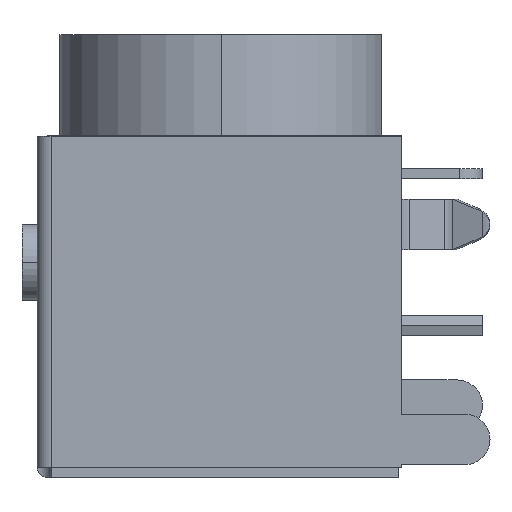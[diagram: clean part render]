
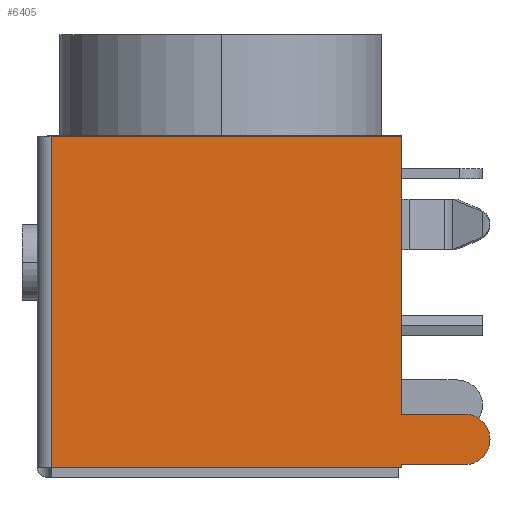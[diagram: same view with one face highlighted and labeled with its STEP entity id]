
A CAD part, left-side view. The second image highlights one B-rep face of the part: STEP entity #6405.
In plain terms, the highlighted planar face has unit normal (-1, 0, 0).
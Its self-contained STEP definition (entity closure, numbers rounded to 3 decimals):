
#5 = VERTEX_POINT ( 'NONE', #6021 ) ;
#41 = VERTEX_POINT ( 'NONE', #6096 ) ;
#54 = VERTEX_POINT ( 'NONE', #6056 ) ;
#121 = LINE ( 'NONE', #5518, #126 ) ;
#126 = VECTOR ( 'NONE', #5554, 1000. ) ;
#145 = LINE ( 'NONE', #5573, #149 ) ;
#149 = VECTOR ( 'NONE', #5575, 1000. ) ;
#251 = CIRCLE ( 'NONE', #632, 1. ) ;
#330 = LINE ( 'NONE', #1197, #335 ) ;
#335 = VECTOR ( 'NONE', #1202, 1000. ) ;
#632 = AXIS2_PLACEMENT_3D ( 'NONE', #1094, #1095, #1096 ) ;
#710 = AXIS2_PLACEMENT_3D ( 'NONE', #1730, #1731, #1732 ) ;
#1094 = CARTESIAN_POINT ( 'NONE',  ( -0.5, -2.5, -12. ) ) ;
#1095 = DIRECTION ( 'NONE',  ( -1., 0., 0. ) ) ;
#1096 = DIRECTION ( 'NONE',  ( 0., 1., 0. ) ) ;
#1197 = CARTESIAN_POINT ( 'NONE',  ( -0.5, 13.85, -13.1 ) ) ;
#1202 = DIRECTION ( 'NONE',  ( 0., -1., 0. ) ) ;
#1701 = CARTESIAN_POINT ( 'NONE',  ( -0.5, 13.85, -0.01 ) ) ;
#1702 = DIRECTION ( 'NONE',  ( 0., -1., 0. ) ) ;
#1719 = CARTESIAN_POINT ( 'NONE',  ( -0.5, 0.001, -11. ) ) ;
#1720 = DIRECTION ( 'NONE',  ( 0., 1., 0. ) ) ;
#1724 = CARTESIAN_POINT ( 'NONE',  ( -0.5, 13.85, -34.725 ) ) ;
#1725 = DIRECTION ( 'NONE',  ( 0., 0., 1. ) ) ;
#1726 = CARTESIAN_POINT ( 'NONE',  ( -0.5, 0.001, -13. ) ) ;
#1727 = DIRECTION ( 'NONE',  ( 0., -1., 0. ) ) ;
#1729 = CARTESIAN_POINT ( 'NONE',  ( -0.5, 0.001, -34.725 ) ) ;
#1730 = CARTESIAN_POINT ( 'NONE',  ( -0.5, -2.5, -12. ) ) ;
#1731 = DIRECTION ( 'NONE',  ( -1., 0., 0. ) ) ;
#1732 = DIRECTION ( 'NONE',  ( 0., 1., 0. ) ) ;
#1733 = CARTESIAN_POINT ( 'NONE',  ( -0.5, 0.001, -2.5 ) ) ;
#1734 = DIRECTION ( 'NONE',  ( 0., 0., -1. ) ) ;
#1735 = DIRECTION ( 'NONE',  ( 0., 0., 1. ) ) ;
#1836 = CARTESIAN_POINT ( 'NONE',  ( -0.5, 0.001, -13. ) ) ;
#1852 = CARTESIAN_POINT ( 'NONE',  ( -0.5, 0.001, -13.1 ) ) ;
#1853 = CARTESIAN_POINT ( 'NONE',  ( -0.5, -2.5, -13. ) ) ;
#1856 = CARTESIAN_POINT ( 'NONE',  ( -0.5, 0.001, -4.5 ) ) ;
#1876 = CARTESIAN_POINT ( 'NONE',  ( -0.5, 13.85, -13.1 ) ) ;
#1912 = CARTESIAN_POINT ( 'NONE',  ( -0.5, 0.001, -11. ) ) ;
#1920 = CARTESIAN_POINT ( 'NONE',  ( -0.5, -3.5, -12. ) ) ;
#2074 = LINE ( 'NONE', #1729, #2108 ) ;
#2084 = LINE ( 'NONE', #1701, #2086 ) ;
#2086 = VECTOR ( 'NONE', #1702, 1000. ) ;
#2096 = LINE ( 'NONE', #1724, #2099 ) ;
#2098 = LINE ( 'NONE', #1726, #2101 ) ;
#2099 = VECTOR ( 'NONE', #1725, 1000. ) ;
#2100 = CIRCLE ( 'NONE', #710, 1. ) ;
#2101 = VECTOR ( 'NONE', #1727, 1000. ) ;
#2102 = LINE ( 'NONE', #1719, #2104 ) ;
#2103 = LINE ( 'NONE', #1733, #2106 ) ;
#2104 = VECTOR ( 'NONE', #1720, 1000. ) ;
#2106 = VECTOR ( 'NONE', #1734, 1000. ) ;
#2108 = VECTOR ( 'NONE', #1735, 1000. ) ;
#2936 = EDGE_CURVE ( 'NONE', #5749, #5637, #121, .T. ) ;
#2952 = EDGE_CURVE ( 'NONE', #5629, #5605, #145, .T. ) ;
#3027 = EDGE_CURVE ( 'NONE', #5631, #5767, #251, .T. ) ;
#3074 = EDGE_CURVE ( 'NONE', #5677, #5629, #330, .T. ) ;
#4020 = AXIS2_PLACEMENT_3D ( 'NONE', #4185, #4189, #4190 ) ;
#4142 = FACE_OUTER_BOUND ( 'NONE', #4371, .T. ) ;
#4185 = CARTESIAN_POINT ( 'NONE',  ( -0.5, 13.85, -34.725 ) ) ;
#4187 = PLANE ( 'NONE',  #4020 ) ;
#4189 = DIRECTION ( 'NONE',  ( -1., 0., 0. ) ) ;
#4190 = DIRECTION ( 'NONE',  ( 0., -1., 0. ) ) ;
#4244 = CARTESIAN_POINT ( 'NONE',  ( -0.5, -2.5, -11. ) ) ;
#4371 = EDGE_LOOP ( 'NONE', ( #4923, #4924, #4925, #4926, #4927, #4928, #4929, #4930, #4931, #4932, #4933 ) ) ;
#4923 = ORIENTED_EDGE ( 'NONE', *, *, #5312, .F. ) ;
#4924 = ORIENTED_EDGE ( 'NONE', *, *, #3074, .T. ) ;
#4925 = ORIENTED_EDGE ( 'NONE', *, *, #2952, .T. ) ;
#4926 = ORIENTED_EDGE ( 'NONE', *, *, #5313, .T. ) ;
#4927 = ORIENTED_EDGE ( 'NONE', *, *, #3027, .T. ) ;
#4928 = ORIENTED_EDGE ( 'NONE', *, *, #5314, .T. ) ;
#4929 = ORIENTED_EDGE ( 'NONE', *, *, #5315, .T. ) ;
#4930 = ORIENTED_EDGE ( 'NONE', *, *, #2936, .T. ) ;
#4931 = ORIENTED_EDGE ( 'NONE', *, *, #5316, .F. ) ;
#4932 = ORIENTED_EDGE ( 'NONE', *, *, #5317, .T. ) ;
#4933 = ORIENTED_EDGE ( 'NONE', *, *, #5305, .F. ) ;
#5305 = EDGE_CURVE ( 'NONE', #41, #5, #2084, .T. ) ;
#5312 = EDGE_CURVE ( 'NONE', #5677, #41, #2096, .T. ) ;
#5313 = EDGE_CURVE ( 'NONE', #5605, #5631, #2098, .T. ) ;
#5314 = EDGE_CURVE ( 'NONE', #5767, #6422, #2100, .T. ) ;
#5315 = EDGE_CURVE ( 'NONE', #6422, #5749, #2102, .T. ) ;
#5316 = EDGE_CURVE ( 'NONE', #54, #5637, #2103, .T. ) ;
#5317 = EDGE_CURVE ( 'NONE', #54, #5, #2074, .T. ) ;
#5518 = CARTESIAN_POINT ( 'NONE',  ( -0.5, 0.001, -34.725 ) ) ;
#5554 = DIRECTION ( 'NONE',  ( 0., 0., 1. ) ) ;
#5573 = CARTESIAN_POINT ( 'NONE',  ( -0.5, 0.001, -34.725 ) ) ;
#5575 = DIRECTION ( 'NONE',  ( 0., 0., 1. ) ) ;
#5605 = VERTEX_POINT ( 'NONE', #1836 ) ;
#5629 = VERTEX_POINT ( 'NONE', #1852 ) ;
#5631 = VERTEX_POINT ( 'NONE', #1853 ) ;
#5637 = VERTEX_POINT ( 'NONE', #1856 ) ;
#5677 = VERTEX_POINT ( 'NONE', #1876 ) ;
#5749 = VERTEX_POINT ( 'NONE', #1912 ) ;
#5767 = VERTEX_POINT ( 'NONE', #1920 ) ;
#6021 = CARTESIAN_POINT ( 'NONE',  ( -0.5, 0.001, -0.01 ) ) ;
#6056 = CARTESIAN_POINT ( 'NONE',  ( -0.5, 0.001, -2.5 ) ) ;
#6096 = CARTESIAN_POINT ( 'NONE',  ( -0.5, 13.85, -0.01 ) ) ;
#6405 = ADVANCED_FACE ( 'NONE', ( #4142 ), #4187, .T. ) ;
#6422 = VERTEX_POINT ( 'NONE', #4244 ) ;
